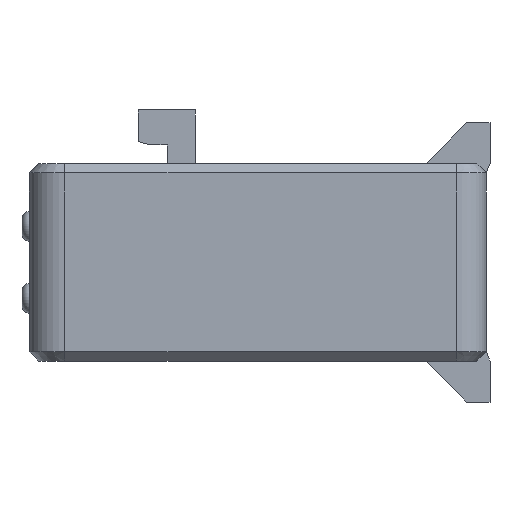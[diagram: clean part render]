
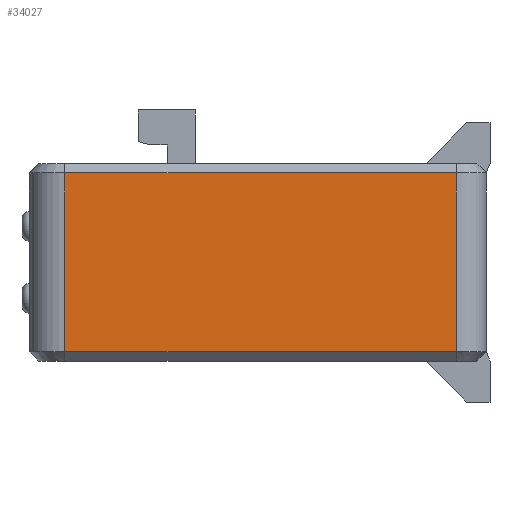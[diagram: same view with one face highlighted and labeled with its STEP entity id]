
A CAD part, left-side view. The second image highlights one B-rep face of the part: STEP entity #34027.
In plain terms, the highlighted planar face has unit normal (-1, 0, 0).
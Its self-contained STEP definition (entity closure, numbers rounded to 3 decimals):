
#2374 = ORIENTED_EDGE ( 'NONE', *, *, #50306, .T. ) ;
#2426 = CARTESIAN_POINT ( 'NONE',  ( -72.5, 51.8, 26.5 ) ) ;
#8549 = CARTESIAN_POINT ( 'NONE',  ( -72.5, -53.3, 24. ) ) ;
#9820 = VECTOR ( 'NONE', #58100, 1000. ) ;
#9828 = PLANE ( 'NONE',  #21289 ) ;
#11538 = LINE ( 'NONE', #46975, #9820 ) ;
#12799 = VECTOR ( 'NONE', #13440, 1000. ) ;
#13232 = DIRECTION ( 'NONE',  ( 0., -1., 0. ) ) ;
#13440 = DIRECTION ( 'NONE',  ( 0., 0., -1. ) ) ;
#13646 = EDGE_CURVE ( 'NONE', #27560, #35327, #11538, .T. ) ;
#15112 = CARTESIAN_POINT ( 'NONE',  ( -72.5, 61.3, 26.5 ) ) ;
#15342 = DIRECTION ( 'NONE',  ( 0., 1., 0. ) ) ;
#17772 = CARTESIAN_POINT ( 'NONE',  ( -72.5, 51.8, 24. ) ) ;
#21289 = AXIS2_PLACEMENT_3D ( 'NONE', #15112, #47920, #15342 ) ;
#21319 = VERTEX_POINT ( 'NONE', #63703 ) ;
#23811 = VECTOR ( 'NONE', #13232, 1000. ) ;
#24574 = EDGE_CURVE ( 'NONE', #64139, #27560, #39335, .T. ) ;
#25492 = LINE ( 'NONE', #35389, #23811 ) ;
#27560 = VERTEX_POINT ( 'NONE', #8549 ) ;
#34027 = ADVANCED_FACE ( 'NONE', ( #51530 ), #9828, .F. ) ;
#35327 = VERTEX_POINT ( 'NONE', #17772 ) ;
#35389 = CARTESIAN_POINT ( 'NONE',  ( -72.5, 61.3, -24. ) ) ;
#38186 = ORIENTED_EDGE ( 'NONE', *, *, #13646, .T. ) ;
#38332 = CARTESIAN_POINT ( 'NONE',  ( -72.5, -53.3, 26.5 ) ) ;
#39335 = LINE ( 'NONE', #38332, #68211 ) ;
#42651 = EDGE_CURVE ( 'NONE', #21319, #64139, #25492, .T. ) ;
#46109 = CARTESIAN_POINT ( 'NONE',  ( -72.5, -53.3, -24. ) ) ;
#46975 = CARTESIAN_POINT ( 'NONE',  ( -72.5, 51.8, 24. ) ) ;
#47920 = DIRECTION ( 'NONE',  ( 1., 0., 0. ) ) ;
#49251 = DIRECTION ( 'NONE',  ( 0., 0., 1. ) ) ;
#50306 = EDGE_CURVE ( 'NONE', #35327, #21319, #57859, .T. ) ;
#51530 = FACE_OUTER_BOUND ( 'NONE', #60581, .T. ) ;
#53344 = ORIENTED_EDGE ( 'NONE', *, *, #24574, .T. ) ;
#57859 = LINE ( 'NONE', #2426, #12799 ) ;
#58100 = DIRECTION ( 'NONE',  ( 0., 1., 0. ) ) ;
#60581 = EDGE_LOOP ( 'NONE', ( #2374, #65182, #53344, #38186 ) ) ;
#63703 = CARTESIAN_POINT ( 'NONE',  ( -72.5, 51.8, -24. ) ) ;
#64139 = VERTEX_POINT ( 'NONE', #46109 ) ;
#65182 = ORIENTED_EDGE ( 'NONE', *, *, #42651, .T. ) ;
#68211 = VECTOR ( 'NONE', #49251, 1000. ) ;
